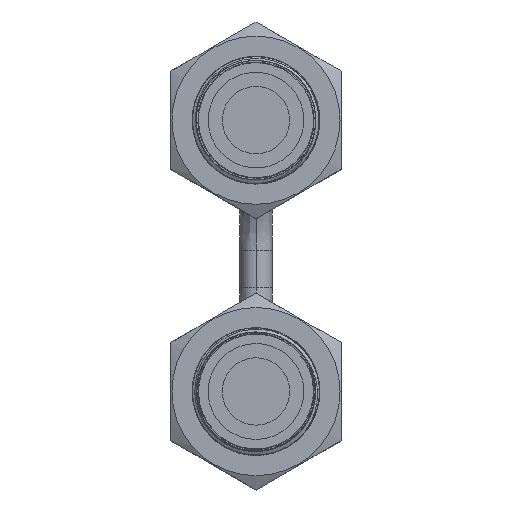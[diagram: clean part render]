
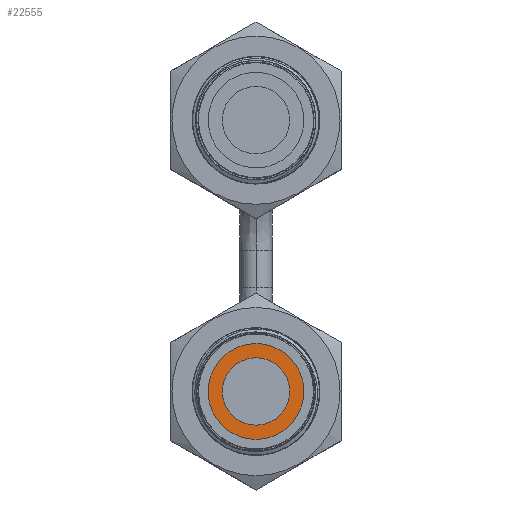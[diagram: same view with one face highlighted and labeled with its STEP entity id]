
A CAD part, top view. The second image highlights one B-rep face of the part: STEP entity #22555.
In plain terms, the highlighted face is planar.
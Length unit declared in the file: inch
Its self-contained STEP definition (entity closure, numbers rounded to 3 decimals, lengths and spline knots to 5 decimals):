
#1434 = VERTEX_POINT ( 'NONE', #31210 ) ;
#2312 = CIRCLE ( 'NONE', #51088, 0.26575 ) ;
#2967 = DIRECTION ( 'NONE',  ( 0., 0., 1. ) ) ;
#3223 = FACE_OUTER_BOUND ( 'NONE', #24840, .T. ) ;
#5366 = ORIENTED_EDGE ( 'NONE', *, *, #5659, .T. ) ;
#5659 = EDGE_CURVE ( 'NONE', #34673, #1434, #8662, .T. ) ;
#6573 = ORIENTED_EDGE ( 'NONE', *, *, #30802, .T. ) ;
#8662 = CIRCLE ( 'NONE', #39684, 0.18701 ) ;
#10485 = DIRECTION ( 'NONE',  ( -1., 0., 0. ) ) ;
#10526 = CARTESIAN_POINT ( 'NONE',  ( 0., 0., 0.00039 ) ) ;
#11848 = DIRECTION ( 'NONE',  ( 0., 0., -1. ) ) ;
#15288 = DIRECTION ( 'NONE',  ( -1., 0., 0. ) ) ;
#15554 = CARTESIAN_POINT ( 'NONE',  ( 0., 0., 0.00039 ) ) ;
#15579 = EDGE_CURVE ( 'NONE', #34601, #27859, #2312, .T. ) ;
#17862 = EDGE_LOOP ( 'NONE', ( #6573, #5366 ) ) ;
#19654 = CARTESIAN_POINT ( 'NONE',  ( 0.26575, 0., 0.00039 ) ) ;
#21824 = CARTESIAN_POINT ( 'NONE',  ( 0., 0., 0.00039 ) ) ;
#22555 = ADVANCED_FACE ( 'NONE', ( #3223, #49859 ), #29359, .T. ) ;
#22759 = CARTESIAN_POINT ( 'NONE',  ( -0.26575, 0., 0.00039 ) ) ;
#24172 = DIRECTION ( 'NONE',  ( 0., 0., -1. ) ) ;
#24840 = EDGE_LOOP ( 'NONE', ( #24912, #50847 ) ) ;
#24912 = ORIENTED_EDGE ( 'NONE', *, *, #50757, .T. ) ;
#27859 = VERTEX_POINT ( 'NONE', #22759 ) ;
#28805 = CARTESIAN_POINT ( 'NONE',  ( 0., 0., 0.00039 ) ) ;
#28973 = AXIS2_PLACEMENT_3D ( 'NONE', #21824, #35158, #47364 ) ;
#29359 = PLANE ( 'NONE',  #30807 ) ;
#30802 = EDGE_CURVE ( 'NONE', #1434, #34673, #42226, .T. ) ;
#30807 = AXIS2_PLACEMENT_3D ( 'NONE', #28805, #11848, #46256 ) ;
#31210 = CARTESIAN_POINT ( 'NONE',  ( -0.18701, 0., 0.00039 ) ) ;
#34601 = VERTEX_POINT ( 'NONE', #19654 ) ;
#34673 = VERTEX_POINT ( 'NONE', #42330 ) ;
#35158 = DIRECTION ( 'NONE',  ( 0., 0., 1. ) ) ;
#35802 = DIRECTION ( 'NONE',  ( -1., 0., 0. ) ) ;
#37954 = CIRCLE ( 'NONE', #53887, 0.26575 ) ;
#39684 = AXIS2_PLACEMENT_3D ( 'NONE', #41010, #2967, #10485 ) ;
#41010 = CARTESIAN_POINT ( 'NONE',  ( 0., 0., 0.00039 ) ) ;
#42226 = CIRCLE ( 'NONE', #28973, 0.18701 ) ;
#42330 = CARTESIAN_POINT ( 'NONE',  ( 0.18701, 0., 0.00039 ) ) ;
#46256 = DIRECTION ( 'NONE',  ( -1., 0., 0. ) ) ;
#47364 = DIRECTION ( 'NONE',  ( -1., 0., 0. ) ) ;
#48526 = DIRECTION ( 'NONE',  ( 0., 0., -1. ) ) ;
#49859 = FACE_BOUND ( 'NONE', #17862, .T. ) ;
#50757 = EDGE_CURVE ( 'NONE', #27859, #34601, #37954, .T. ) ;
#50847 = ORIENTED_EDGE ( 'NONE', *, *, #15579, .T. ) ;
#51088 = AXIS2_PLACEMENT_3D ( 'NONE', #10526, #48526, #35802 ) ;
#53887 = AXIS2_PLACEMENT_3D ( 'NONE', #15554, #24172, #15288 ) ;
